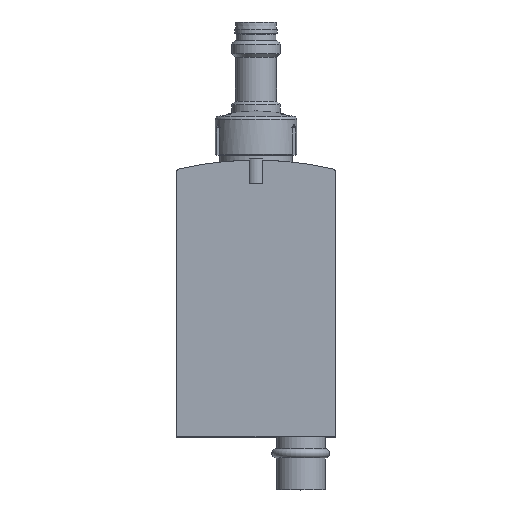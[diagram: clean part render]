
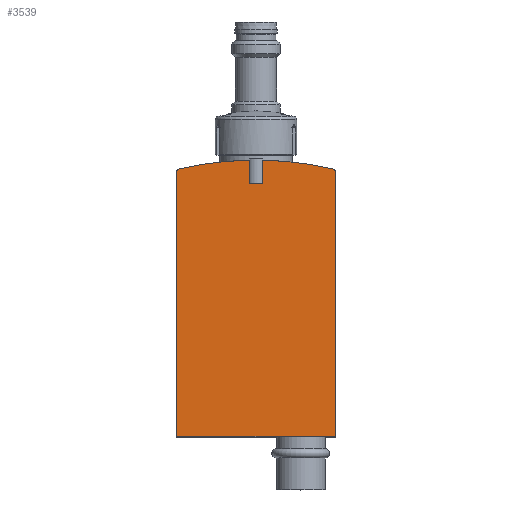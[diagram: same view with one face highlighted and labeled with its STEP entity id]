
A CAD part, top view. The second image highlights one B-rep face of the part: STEP entity #3539.
In plain terms, the highlighted planar face has unit normal (0, 0, 1).
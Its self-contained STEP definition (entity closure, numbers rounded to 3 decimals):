
#67=PLANE('',#3735);
#176=CIRCLE('',#3678,55.3);
#178=CIRCLE('',#3680,55.3);
#202=CIRCLE('',#3730,0.5);
#203=CIRCLE('',#3734,0.5);
#480=ORIENTED_EDGE('',*,*,#1122,.T.);
#481=ORIENTED_EDGE('',*,*,#1049,.T.);
#482=ORIENTED_EDGE('',*,*,#1116,.T.);
#483=ORIENTED_EDGE('',*,*,#1118,.T.);
#484=ORIENTED_EDGE('',*,*,#1074,.T.);
#485=ORIENTED_EDGE('',*,*,#1119,.T.);
#486=ORIENTED_EDGE('',*,*,#1121,.T.);
#487=ORIENTED_EDGE('',*,*,#1045,.T.);
#488=ORIENTED_EDGE('',*,*,#1123,.F.);
#489=ORIENTED_EDGE('',*,*,#1124,.T.);
#1045=EDGE_CURVE('',#1407,#1406,#176,.T.);
#1049=EDGE_CURVE('',#1404,#1410,#178,.T.);
#1074=EDGE_CURVE('',#1432,#1431,#1665,.T.);
#1116=EDGE_CURVE('',#1410,#1453,#202,.T.);
#1118=EDGE_CURVE('',#1453,#1432,#1692,.T.);
#1119=EDGE_CURVE('',#1431,#1454,#1693,.T.);
#1121=EDGE_CURVE('',#1454,#1407,#203,.T.);
#1122=EDGE_CURVE('',#1455,#1404,#1695,.T.);
#1123=EDGE_CURVE('',#1456,#1406,#1696,.T.);
#1124=EDGE_CURVE('',#1456,#1455,#1697,.T.);
#1404=VERTEX_POINT('',#4782);
#1406=VERTEX_POINT('',#4792);
#1407=VERTEX_POINT('',#4794);
#1410=VERTEX_POINT('',#4800);
#1431=VERTEX_POINT('',#4862);
#1432=VERTEX_POINT('',#4864);
#1453=VERTEX_POINT('',#4949);
#1454=VERTEX_POINT('',#4955);
#1455=VERTEX_POINT('',#4961);
#1456=VERTEX_POINT('',#4963);
#1665=LINE('',#4863,#1844);
#1692=LINE('',#4952,#1871);
#1693=LINE('',#4954,#1872);
#1695=LINE('',#4960,#1874);
#1696=LINE('',#4962,#1875);
#1697=LINE('',#4964,#1876);
#1844=VECTOR('',#4030,1000.);
#1871=VECTOR('',#4137,1000.);
#1872=VECTOR('',#4140,1000.);
#1874=VECTOR('',#4148,1000.);
#1875=VECTOR('',#4149,1000.);
#1876=VECTOR('',#4150,1000.);
#2039=EDGE_LOOP('',(#480,#481,#482,#483,#484,#485,#486,#487,#488,#489));
#2235=FACE_BOUND('',#2039,.T.);
#3539=ADVANCED_FACE('',(#2235),#67,.T.);
#3678=AXIS2_PLACEMENT_3D('',#4793,#3984,#3985);
#3680=AXIS2_PLACEMENT_3D('',#4801,#3990,#3991);
#3730=AXIS2_PLACEMENT_3D('',#4948,#4132,#4133);
#3734=AXIS2_PLACEMENT_3D('',#4958,#4144,#4145);
#3735=AXIS2_PLACEMENT_3D('',#4959,#4146,#4147);
#3984=DIRECTION('',(0.,0.,1.));
#3985=DIRECTION('',(1.,0.,0.));
#3990=DIRECTION('',(0.,0.,1.));
#3991=DIRECTION('',(1.,0.,0.));
#4030=DIRECTION('',(1.,0.,0.));
#4132=DIRECTION('',(0.,0.,1.));
#4133=DIRECTION('',(1.,0.,0.));
#4137=DIRECTION('',(0.,-1.,0.));
#4140=DIRECTION('',(0.,1.,0.));
#4144=DIRECTION('',(0.,0.,1.));
#4145=DIRECTION('',(1.,0.,0.));
#4146=DIRECTION('',(0.,0.,1.));
#4147=DIRECTION('',(1.,0.,0.));
#4148=DIRECTION('',(0.,1.,0.));
#4149=DIRECTION('',(0.,1.,0.));
#4150=DIRECTION('',(-1.,0.,0.));
#4782=CARTESIAN_POINT('',(-1.,45.291,78.5));
#4792=CARTESIAN_POINT('',(1.,45.291,78.5));
#4793=CARTESIAN_POINT('',(0.,-10.,78.5));
#4794=CARTESIAN_POINT('',(12.614,43.842,78.5));
#4800=CARTESIAN_POINT('',(-12.614,43.842,78.5));
#4801=CARTESIAN_POINT('',(0.,-10.,78.5));
#4862=CARTESIAN_POINT('',(13.,0.,78.5));
#4863=CARTESIAN_POINT('',(-13.,0.,78.5));
#4864=CARTESIAN_POINT('',(-13.,0.,78.5));
#4948=CARTESIAN_POINT('',(-12.5,43.355,78.5));
#4949=CARTESIAN_POINT('',(-13.,43.355,78.5));
#4952=CARTESIAN_POINT('',(-13.,43.355,78.5));
#4954=CARTESIAN_POINT('',(13.,0.,78.5));
#4955=CARTESIAN_POINT('',(13.,43.355,78.5));
#4958=CARTESIAN_POINT('',(12.5,43.355,78.5));
#4959=CARTESIAN_POINT('',(-12.5,43.355,78.5));
#4960=CARTESIAN_POINT('',(-1.,41.5,78.5));
#4961=CARTESIAN_POINT('',(-1.,41.5,78.5));
#4962=CARTESIAN_POINT('',(1.,41.5,78.5));
#4963=CARTESIAN_POINT('',(1.,41.5,78.5));
#4964=CARTESIAN_POINT('',(-12.5,41.5,78.5));
